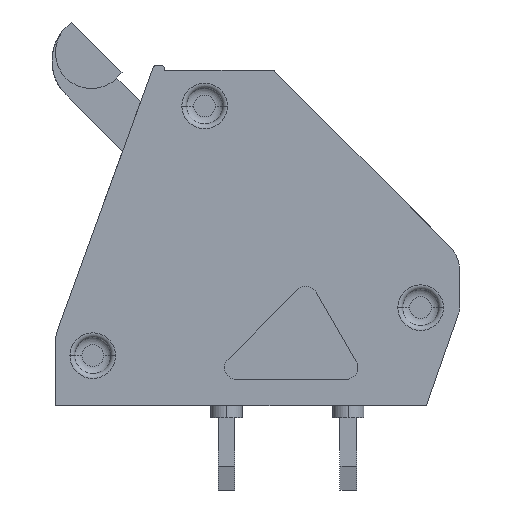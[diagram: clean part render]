
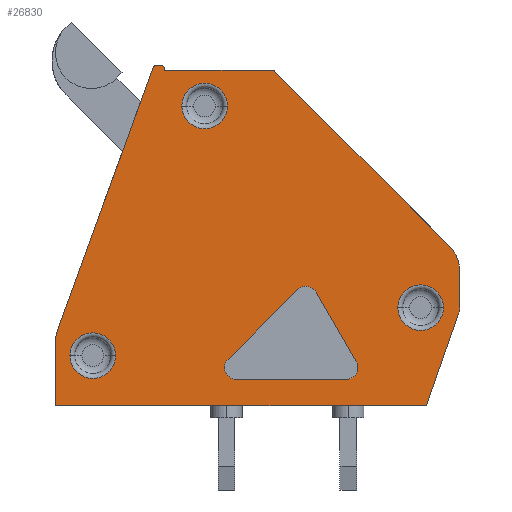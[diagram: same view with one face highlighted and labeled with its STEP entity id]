
A CAD part, left-side view. The second image highlights one B-rep face of the part: STEP entity #26830.
In plain terms, the highlighted face is planar.
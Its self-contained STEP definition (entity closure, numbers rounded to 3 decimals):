
#100=CARTESIAN_POINT('',(72.901,-8.085,-2.54));
#110=VERTEX_POINT('',#100);
#160=CARTESIAN_POINT('',(74.317,-7.59,-2.54));
#170=DIRECTION('',(0.,0.,1.));
#180=DIRECTION('',(1.,0.,0.));
#190=AXIS2_PLACEMENT_3D('',#160,#170,#180);
#200=CIRCLE('',#190,1.5);
#210=CARTESIAN_POINT('',(72.817,-7.59,-2.54));
#220=VERTEX_POINT('',#210);
#230=EDGE_CURVE('',#220,#110,#200,.T.);
#600=CARTESIAN_POINT('',(73.507,-7.745,
-2.54));
#610=VERTEX_POINT('',#600);
#800=CARTESIAN_POINT('',(75.407,-7.745,
-2.54));
#810=VERTEX_POINT('',#800);
#840=CARTESIAN_POINT('',(74.457,-7.745,
-2.54));
#850=DIRECTION('',(0.,0.,1.));
#860=DIRECTION('',(-1.,0.,0.));
#870=AXIS2_PLACEMENT_3D('',#840,#850,#860);
#880=CIRCLE('',#870,0.95);
#890=EDGE_CURVE('',#810,#610,#880,.T.);
#1600=CARTESIAN_POINT('',(84.407,0.655,
-2.54));
#1610=VERTEX_POINT('',#1600);
#1800=CARTESIAN_POINT('',(82.507,0.655,
-2.54));
#1810=VERTEX_POINT('',#1800);
#1840=CARTESIAN_POINT('',(83.457,0.655,
-2.54));
#1850=DIRECTION('',(0.,0.,1.));
#1860=DIRECTION('',(-1.,0.,0.));
#1870=AXIS2_PLACEMENT_3D('',#1840,#1850,#1860);
#1880=CIRCLE('',#1870,0.95);
#1890=EDGE_CURVE('',#1810,#1610,#1880,.T.);
#2380=CARTESIAN_POINT('',(80.538,2.097,-2.54));
#2390=VERTEX_POINT('',#2380);
#2440=CARTESIAN_POINT('',(80.68,1.955,-2.54));
#2450=DIRECTION('',(0.,0.,1.));
#2460=DIRECTION('',(1.,0.,0.));
#2470=AXIS2_PLACEMENT_3D('',#2440,#2450,#2460);
#2480=CIRCLE('',#2470,0.2);
#2490=CARTESIAN_POINT('',(80.68,2.155,-2.54));
#2500=VERTEX_POINT('',#2490);
#2510=EDGE_CURVE('',#2500,#2390,#2480,.T.);
#3590=CARTESIAN_POINT('',(87.167,-9.745,
-2.54));
#3600=VERTEX_POINT('',#3590);
#3690=CARTESIAN_POINT('',(89.067,-9.745,
-2.54));
#3700=VERTEX_POINT('',#3690);
#3730=CARTESIAN_POINT('',(88.117,-9.745,
-2.54));
#3740=DIRECTION('',(0.,0.,1.));
#3750=DIRECTION('',(-1.,0.,0.));
#3760=AXIS2_PLACEMENT_3D('',#3730,#3740,#3750);
#3770=CIRCLE('',#3760,0.95);
#3780=EDGE_CURVE('',#3700,#3600,#3770,.T.);
#3960=CARTESIAN_POINT('',(72.817,-6.246,-2.54));
#3970=DIRECTION('',(0.,-1.,0.));
#3980=VECTOR('',#3970,1.);
#3990=LINE('',#3960,#3980);
#4000=CARTESIAN_POINT('',(72.817,-6.246,-2.54));
#4010=VERTEX_POINT('',#4000);
#4020=EDGE_CURVE('',#4010,#220,#3990,.T.);
#6480=CARTESIAN_POINT('',(85.317,2.355,-2.54));
#6490=VERTEX_POINT('',#6480);
#6540=CARTESIAN_POINT('',(85.427,2.355,-2.54));
#6550=DIRECTION('',(-1.,0.,0.));
#6560=VECTOR('',#6550,1.);
#6570=LINE('',#6540,#6560);
#6580=CARTESIAN_POINT('',(85.427,2.355,-2.54));
#6590=VERTEX_POINT('',#6580);
#6600=EDGE_CURVE('',#6590,#6490,#6570,.T.);
#7410=CARTESIAN_POINT('',(85.117,2.155,-2.54));
#7420=DIRECTION('',(-1.,0.,0.));
#7430=VECTOR('',#7420,1.);
#7440=LINE('',#7410,#7430);
#7450=CARTESIAN_POINT('',(85.117,2.155,-2.54));
#7460=VERTEX_POINT('',#7450);
#7470=EDGE_CURVE('',#7460,#2500,#7440,.T.);
#8380=CARTESIAN_POINT('',(85.427,2.155,-2.54));
#8390=DIRECTION('',(0.,0.,1.));
#8400=DIRECTION('',(1.,0.,0.));
#8410=AXIS2_PLACEMENT_3D('',#8380,#8390,#8400);
#8420=CIRCLE('',#8410,0.2);
#8430=CARTESIAN_POINT('',(85.615,2.224,-2.54));
#8440=VERTEX_POINT('',#8430);
#8450=EDGE_CURVE('',#8440,#6590,#8420,.T.);
#9190=CARTESIAN_POINT('',(89.667,-9.174,-2.54));
#9200=VERTEX_POINT('',#9190);
#9250=CARTESIAN_POINT('',(89.667,-11.345,-2.54));
#9260=DIRECTION('',(0.,1.,0.));
#9270=VECTOR('',#9260,1.);
#9280=LINE('',#9250,#9270);
#9290=CARTESIAN_POINT('',(89.667,-11.845,-2.54));
#9300=VERTEX_POINT('',#9290);
#9310=EDGE_CURVE('',#9300,#9200,#9280,.T.);
#9630=CARTESIAN_POINT('',(74.317,-6.246,-2.54));
#9640=DIRECTION('',(0.,0.,1.));
#9650=DIRECTION('',(1.,0.,0.));
#9660=AXIS2_PLACEMENT_3D('',#9630,#9640,#9650);
#9670=CIRCLE('',#9660,1.5);
#9680=CARTESIAN_POINT('',(73.256,-5.185,-2.54));
#9690=VERTEX_POINT('',#9680);
#9700=EDGE_CURVE('',#9690,#4010,#9670,.T.);
#10030=CARTESIAN_POINT('',(85.317,2.155,-2.54));
#10040=DIRECTION('',(0.,0.,1.));
#10050=DIRECTION('',(1.,0.,0.));
#10060=AXIS2_PLACEMENT_3D('',#10030,#10040,#10050);
#10070=CIRCLE('',#10060,0.2);
#10080=EDGE_CURVE('',#6490,#7460,#10070,.T.);
#17550=CARTESIAN_POINT('',(89.667,-11.845,-2.54));
#17560=DIRECTION('',(-1.,0.,0.));
#17570=VECTOR('',#17560,1.);
#17580=LINE('',#17550,#17570);
#17590=CARTESIAN_POINT('',(74.217,-11.845,-2.54));
#17600=VERTEX_POINT('',#17590);
#17610=EDGE_CURVE('',#9300,#17600,#17580,.T.);
#18270=CARTESIAN_POINT('',(89.576,-8.661,-2.54));
#18280=DIRECTION('',(-0.342,0.94,0.));
#18290=VECTOR('',#18280,1.);
#18300=LINE('',#18270,#18290);
#18310=CARTESIAN_POINT('',(89.576,-8.661,-2.54));
#18320=VERTEX_POINT('',#18310);
#18330=EDGE_CURVE('',#18320,#8440,#18300,.T.);
#19900=CARTESIAN_POINT('',(88.167,-9.174,-2.54));
#19910=DIRECTION('',(0.,0.,1.));
#19920=DIRECTION('',(1.,0.,0.));
#19930=AXIS2_PLACEMENT_3D('',#19900,#19910,#19920);
#19940=CIRCLE('',#19930,1.5);
#19950=EDGE_CURVE('',#9200,#18320,#19940,.T.);
#21150=CARTESIAN_POINT('',(72.901,-8.085,-2.54));
#21160=DIRECTION('',(0.33,-0.944,0.));
#21170=VECTOR('',#21160,1.);
#21180=LINE('',#21150,#21170);
#21190=EDGE_CURVE('',#110,#17600,#21180,.T.);
#23200=CARTESIAN_POINT('',(77.572,-10.745,-2.54));
#23210=VERTEX_POINT('',#23200);
#23290=CARTESIAN_POINT('',(77.139,-9.995,-2.54));
#23300=VERTEX_POINT('',#23290);
#23330=CARTESIAN_POINT('',(77.572,-10.245,-2.54));
#23340=DIRECTION('',(0.,0.,-1.));
#23350=DIRECTION('',(-1.,0.,0.));
#23360=AXIS2_PLACEMENT_3D('',#23330,#23340,#23350);
#23370=CIRCLE('',#23360,0.5);
#23380=EDGE_CURVE('',#23210,#23300,#23370,.T.);
#23590=CARTESIAN_POINT('',(82.479,-9.891,-2.54));
#23600=VERTEX_POINT('',#23590);
#23680=CARTESIAN_POINT('',(82.126,-10.745,-2.54));
#23690=VERTEX_POINT('',#23680);
#23720=CARTESIAN_POINT('',(82.126,-10.245,-2.54));
#23730=DIRECTION('',(0.,0.,-1.));
#23740=DIRECTION('',(-1.,0.,0.));
#23750=AXIS2_PLACEMENT_3D('',#23720,#23730,#23740);
#23760=CIRCLE('',#23750,0.5);
#23770=EDGE_CURVE('',#23600,#23690,#23760,.T.);
#23980=CARTESIAN_POINT('',(79.592,-7.004,-2.54));
#23990=VERTEX_POINT('',#23980);
#24040=CARTESIAN_POINT('',(84.433,-11.845,-2.54));
#24050=DIRECTION('',(-0.707,0.707,0.));
#24060=VECTOR('',#24050,1.);
#24070=LINE('',#24040,#24060);
#24080=EDGE_CURVE('',#23600,#23990,#24070,.T.);
#24290=CARTESIAN_POINT('',(78.806,-7.108,-2.54));
#24300=VERTEX_POINT('',#24290);
#24350=CARTESIAN_POINT('',(79.239,-7.358,-2.54));
#24360=DIRECTION('',(0.,0.,-1.));
#24370=DIRECTION('',(-1.,0.,0.));
#24380=AXIS2_PLACEMENT_3D('',#24350,#24360,#24370);
#24390=CIRCLE('',#24380,0.5);
#24400=EDGE_CURVE('',#24300,#23990,#24390,.T.);
#24600=CARTESIAN_POINT('',(72.817,-10.745,-2.54));
#24610=DIRECTION('',(1.,0.,0.));
#24620=VECTOR('',#24610,1.);
#24630=LINE('',#24600,#24620);
#24640=EDGE_CURVE('',#23210,#23690,#24630,.T.);
#24880=CARTESIAN_POINT('',(0.,-78.442,-2.54));
#24890=DIRECTION('',(-0.707,-0.707,0.));
#24900=VECTOR('',#24890,1.);
#24910=LINE('',#24880,#24900);
#24920=EDGE_CURVE('',#2390,#9690,#24910,.T.);
#25140=CARTESIAN_POINT('',(76.071,-11.845,-2.54));
#25150=DIRECTION('',(-0.5,-0.866,0.));
#25160=VECTOR('',#25150,1.);
#25170=LINE('',#25140,#25160);
#25180=EDGE_CURVE('',#24300,#23300,#25170,.T.);
#26390=CARTESIAN_POINT('',(0.,0.,-2.54));
#26400=DIRECTION('',(0.,0.,1.));
#26410=DIRECTION('',(1.,0.,0.));
#26420=AXIS2_PLACEMENT_3D('',#26390,#26400,#26410);
#26430=PLANE('',#26420);
#26440=ORIENTED_EDGE('',*,*,#24080,.T.);
#26450=ORIENTED_EDGE('',*,*,#23770,.F.);
#26460=ORIENTED_EDGE('',*,*,#24640,.T.);
#26470=ORIENTED_EDGE('',*,*,#23380,.F.);
#26480=ORIENTED_EDGE('',*,*,#25180,.T.);
#26490=ORIENTED_EDGE('',*,*,#24400,.F.);
#26500=EDGE_LOOP('',(#26490,#26480,#26470,#26460,#26450,#26440));
#26510=FACE_BOUND('',#26500,.T.);
#26520=EDGE_CURVE('',#610,#810,#880,.T.);
#26530=ORIENTED_EDGE('',*,*,#26520,.T.);
#26540=ORIENTED_EDGE('',*,*,#890,.T.);
#26550=EDGE_LOOP('',(#26540,#26530));
#26560=FACE_BOUND('',#26550,.T.);
#26570=EDGE_CURVE('',#3600,#3700,#3770,.T.);
#26580=ORIENTED_EDGE('',*,*,#26570,.T.);
#26590=ORIENTED_EDGE('',*,*,#3780,.T.);
#26600=EDGE_LOOP('',(#26590,#26580));
#26610=FACE_BOUND('',#26600,.T.);
#26620=EDGE_CURVE('',#1610,#1810,#1880,.T.);
#26630=ORIENTED_EDGE('',*,*,#26620,.T.);
#26640=ORIENTED_EDGE('',*,*,#1890,.T.);
#26650=EDGE_LOOP('',(#26640,#26630));
#26660=FACE_BOUND('',#26650,.T.);
#26670=ORIENTED_EDGE('',*,*,#9310,.F.);
#26680=ORIENTED_EDGE('',*,*,#19950,.F.);
#26690=ORIENTED_EDGE('',*,*,#18330,.F.);
#26700=ORIENTED_EDGE('',*,*,#8450,.F.);
#26710=ORIENTED_EDGE('',*,*,#6600,.F.);
#26720=ORIENTED_EDGE('',*,*,#10080,.F.);
#26730=ORIENTED_EDGE('',*,*,#7470,.F.);
#26740=ORIENTED_EDGE('',*,*,#2510,.F.);
#26750=ORIENTED_EDGE('',*,*,#24920,.F.);
#26760=ORIENTED_EDGE('',*,*,#9700,.F.);
#26770=ORIENTED_EDGE('',*,*,#4020,.F.);
#26780=ORIENTED_EDGE('',*,*,#230,.F.);
#26790=ORIENTED_EDGE('',*,*,#21190,.F.);
#26800=ORIENTED_EDGE('',*,*,#17610,.T.);
#26810=EDGE_LOOP('',(#26800,#26790,#26780,#26770,#26760,#26750,#26740,
#26730,#26720,#26710,#26700,#26690,#26680,#26670));
#26820=FACE_OUTER_BOUND('',#26810,.T.);
#26830=ADVANCED_FACE('',(#26510,#26560,#26610,#26660,#26820),#26430,.F.)
;
